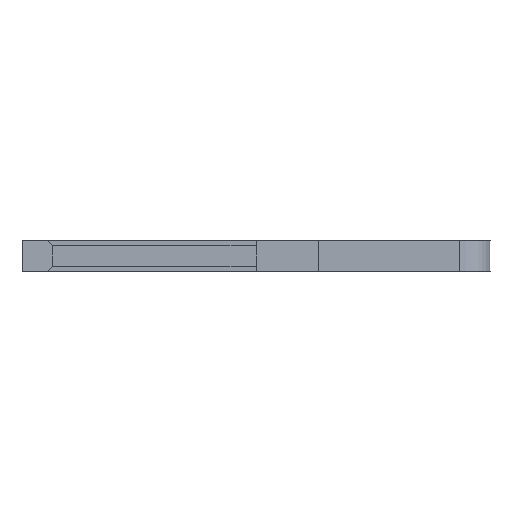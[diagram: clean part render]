
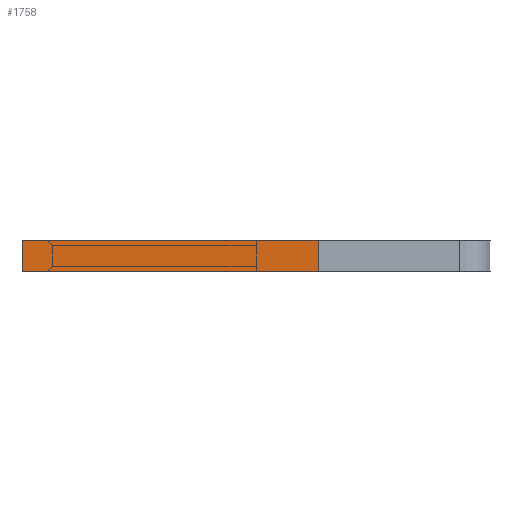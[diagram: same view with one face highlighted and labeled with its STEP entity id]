
A CAD part, left-side view. The second image highlights one B-rep face of the part: STEP entity #1758.
In plain terms, the highlighted face is planar.
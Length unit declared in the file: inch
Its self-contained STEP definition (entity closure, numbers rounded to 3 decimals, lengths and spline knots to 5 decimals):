
#82 = EDGE_CURVE ( 'NONE', #1389, #871, #1917, .T. ) ;
#98 = CARTESIAN_POINT ( 'NONE',  ( 0.01, 0.15, -0.04 ) ) ;
#220 = CARTESIAN_POINT ( 'NONE',  ( 0.01, 0.15, -0.04 ) ) ;
#262 = EDGE_CURVE ( 'NONE', #2356, #871, #1355, .T. ) ;
#407 = DIRECTION ( 'NONE',  ( 0., 0., 1. ) ) ;
#441 = VECTOR ( 'NONE', #2429, 39.37008 ) ;
#498 = DIRECTION ( 'NONE',  ( 0., 1., 0. ) ) ;
#597 = ORIENTED_EDGE ( 'NONE', *, *, #672, .T. ) ;
#635 = CARTESIAN_POINT ( 'NONE',  ( 0.01, -0.04, -0.04 ) ) ;
#672 = EDGE_CURVE ( 'NONE', #1836, #1389, #2102, .T. ) ;
#683 = EDGE_CURVE ( 'NONE', #1836, #2356, #1588, .T. ) ;
#745 = CARTESIAN_POINT ( 'NONE',  ( -0.01, 0.15, -0.04 ) ) ;
#865 = CARTESIAN_POINT ( 'NONE',  ( 0.01, 0.15, -0.04 ) ) ;
#871 = VERTEX_POINT ( 'NONE', #745 ) ;
#1140 = ORIENTED_EDGE ( 'NONE', *, *, #683, .F. ) ;
#1153 = DIRECTION ( 'NONE',  ( 1., 0., 0. ) ) ;
#1171 = CARTESIAN_POINT ( 'NONE',  ( -0.01, -0.04, -0.04 ) ) ;
#1355 = LINE ( 'NONE', #1623, #1805 ) ;
#1382 = PLANE ( 'NONE',  #1899 ) ;
#1388 = ORIENTED_EDGE ( 'NONE', *, *, #82, .T. ) ;
#1389 = VERTEX_POINT ( 'NONE', #1171 ) ;
#1507 = VECTOR ( 'NONE', #498, 39.37008 ) ;
#1588 = LINE ( 'NONE', #98, #1507 ) ;
#1614 = CARTESIAN_POINT ( 'NONE',  ( -0.01, 0.15, -0.04 ) ) ;
#1616 = VECTOR ( 'NONE', #1630, 39.37008 ) ;
#1619 = ORIENTED_EDGE ( 'NONE', *, *, #262, .F. ) ;
#1623 = CARTESIAN_POINT ( 'NONE',  ( 0.01, 0.15, -0.04 ) ) ;
#1630 = DIRECTION ( 'NONE',  ( 0., 1., 0. ) ) ;
#1758 = ADVANCED_FACE ( 'NONE', ( #1768 ), #1382, .F. ) ;
#1768 = FACE_OUTER_BOUND ( 'NONE', #2268, .T. ) ;
#1805 = VECTOR ( 'NONE', #2020, 39.37008 ) ;
#1836 = VERTEX_POINT ( 'NONE', #635 ) ;
#1899 = AXIS2_PLACEMENT_3D ( 'NONE', #220, #407, #1153 ) ;
#1917 = LINE ( 'NONE', #1614, #1616 ) ;
#2020 = DIRECTION ( 'NONE',  ( -1., 0., 0. ) ) ;
#2046 = CARTESIAN_POINT ( 'NONE',  ( 0.01, -0.04, -0.04 ) ) ;
#2102 = LINE ( 'NONE', #2046, #441 ) ;
#2268 = EDGE_LOOP ( 'NONE', ( #1388, #1619, #1140, #597 ) ) ;
#2356 = VERTEX_POINT ( 'NONE', #865 ) ;
#2429 = DIRECTION ( 'NONE',  ( -1., 0., 0. ) ) ;
